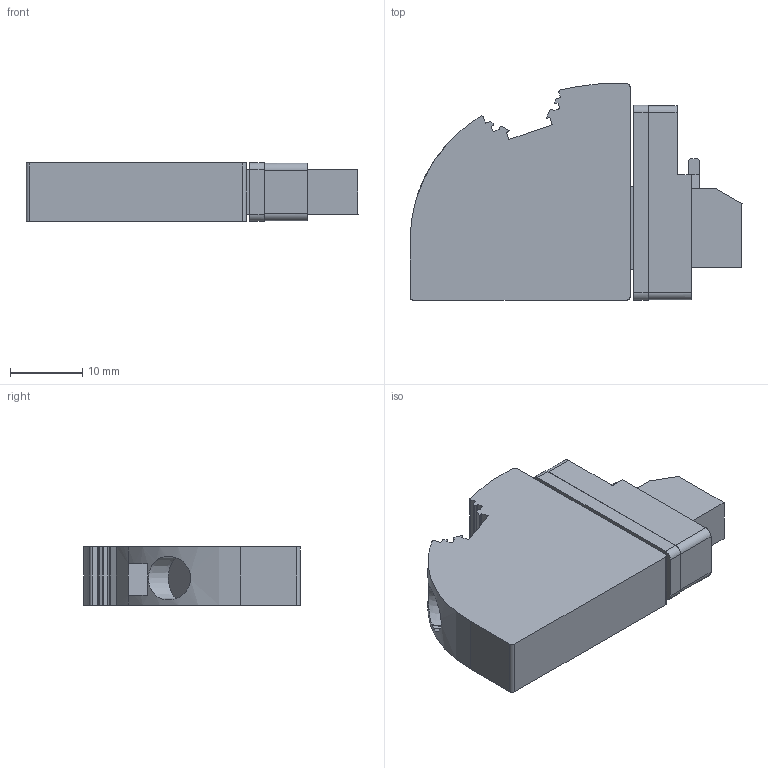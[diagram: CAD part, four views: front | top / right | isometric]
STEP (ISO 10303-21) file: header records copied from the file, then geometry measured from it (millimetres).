
FILE_DESCRIPTION(('SolidDesigner STEP Export'),'2;1');
FILE_NAME('3056925_PWO_4_POT_SCM_S-select.stp','2010-09-10T13:39:01',(''),(''),'CoCreate Modeling STEP processor for AP214 (Solid Model)','CoCreate Modeling 16.00A 16-Aug-2008 (C) Parametric Technology GmbH','');
FILE_SCHEMA(('AUTOMOTIVE_DESIGN { 1 0 10303 214 1 1 1 1 }'));
Length unit declared in the file: millimetre
Products named in the file (2): 3056925_PWO_4_POT_SCM_S-select
Assembly tree (1 placements, depth 2):
  3056925_PWO_4_POT_SCM_S-select
    3056925_PWO_4_POT_SCM_S-select
Bounding box: 46 x 30 x 8.1 mm (x, y, z)
Volume: 7855.4 mm3; surface area: 3741 mm2
Topology: 1 solids, 1 shells, 113 faces, 337 edges, 230 vertices
Faces by surface type: plane 70, cylinder 37, extrusion 6
Entity records: 4641 total; most frequent: CARTESIAN_POINT 1515, ORIENTED_EDGE 674, DIRECTION 569, EDGE_CURVE 337, VECTOR 243, LINE 237, VERTEX_POINT 230, AXIS2_PLACEMENT_3D 163
